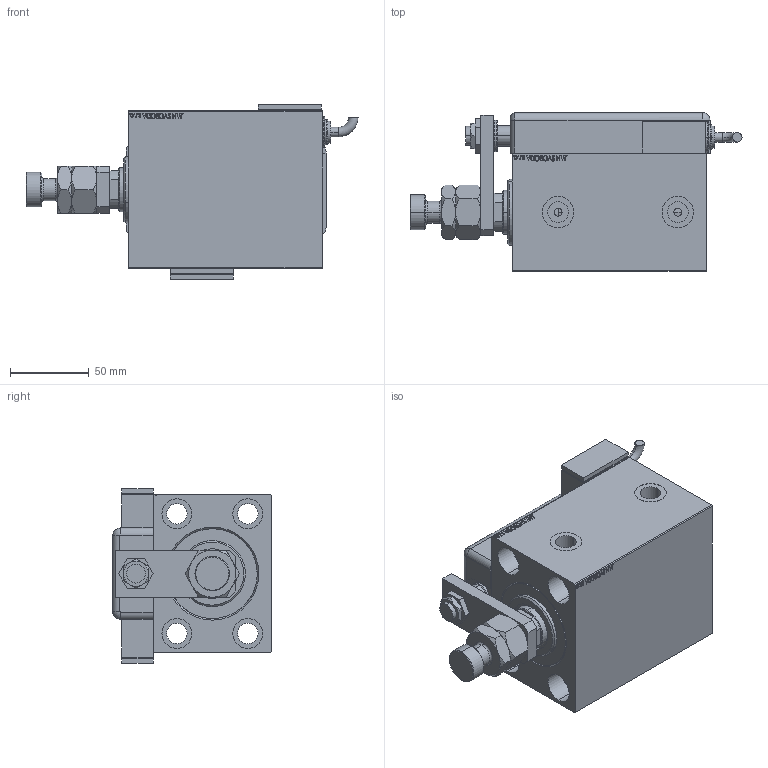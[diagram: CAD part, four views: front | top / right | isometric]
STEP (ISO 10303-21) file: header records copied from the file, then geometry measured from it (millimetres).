
FILE_DESCRIPTION (( 'STEP AP203' ), '1' );
FILE_NAME ('e054.STEP', '2021-03-19T05:41:50', ( '' ), ( '' ), 'SwSTEP 2.0', 'SolidWorks 2019', '' );
FILE_SCHEMA (( 'CONFIG_CONTROL_DESIGN' ));
Length unit declared in the file: millimetre
Products named in the file (14): V450CM_C 337da154647b5e7b08d3ed0031c064ea; Q_T_W_MFA 337da154647b5e7b08d3ed0031c064ea; TYC 337da154647b5e7b08d3ed0031c064ea; SWITCH Q 337da154647b5e7b08d3ed0031c064ea; V450CM_VC_B 337da154647b5e7b08d3ed0031c064ea; SWITCH_Q_FRONT_BACK 337da154647b5e7b08d3ed0031c064ea; e054; MAGNETIC SWITCH Q 337da154647b5e7b08d3ed0031c064ea; ZARAZKA_Q 337da154647b5e7b08d3ed0031c064ea; NUT_D13 337da154647b5e7b08d3ed0031c064ea; KRYT 337da154647b5e7b08d3ed0031c064ea; SWITCH DIM A_G 337da154647b5e7b08d3ed0031c064ea; V450CM_C_VCP 337da154647b5e7b08d3ed0031c064ea; NUT_D19 337da154647b5e7b08d3ed0031c064ea
Assembly tree (14 placements, depth 3):
  e054
    V450CM_C 337da154647b5e7b08d3ed0031c064ea
    V450CM_C_VCP 337da154647b5e7b08d3ed0031c064ea
    V450CM_VC_B 337da154647b5e7b08d3ed0031c064ea
    MAGNETIC SWITCH Q 337da154647b5e7b08d3ed0031c064ea
      SWITCH_Q_FRONT_BACK 337da154647b5e7b08d3ed0031c064ea
      TYC 337da154647b5e7b08d3ed0031c064ea
      ZARAZKA_Q 337da154647b5e7b08d3ed0031c064ea
      SWITCH DIM A_G 337da154647b5e7b08d3ed0031c064ea
      NUT_D19 337da154647b5e7b08d3ed0031c064ea
      NUT_D13 337da154647b5e7b08d3ed0031c064ea
      KRYT 337da154647b5e7b08d3ed0031c064ea
      SWITCH Q 337da154647b5e7b08d3ed0031c064ea  x2
    Q_T_W_MFA 337da154647b5e7b08d3ed0031c064ea
Bounding box: 210.76 x 100.8 x 111 mm (x, y, z)
Volume: 945360.6 mm3; surface area: 195112.7 mm2
Topology: 14 solids, 14 shells, 1318 faces, 3318 edges, 2177 vertices
Faces by surface type: plane 636, bspline 471, cylinder 133, cone 50, torus 26, sphere 2
Entity records: 62182 total; most frequent: CARTESIAN_POINT 32992, ORIENTED_EDGE 6440, DIRECTION 4178, EDGE_CURVE 3220, VERTEX_POINT 2117, VECTOR 1864, LINE 1864, EDGE_LOOP 1459
